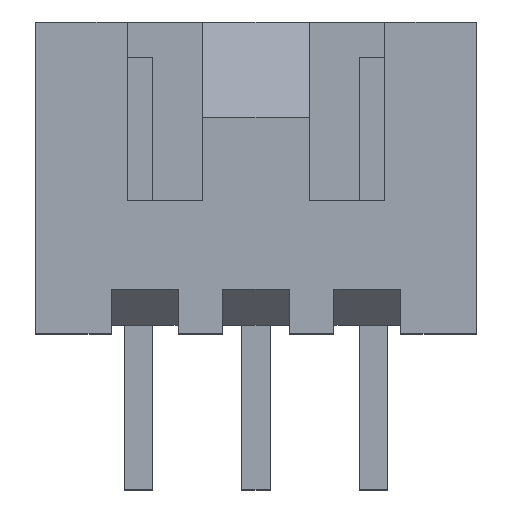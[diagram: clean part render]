
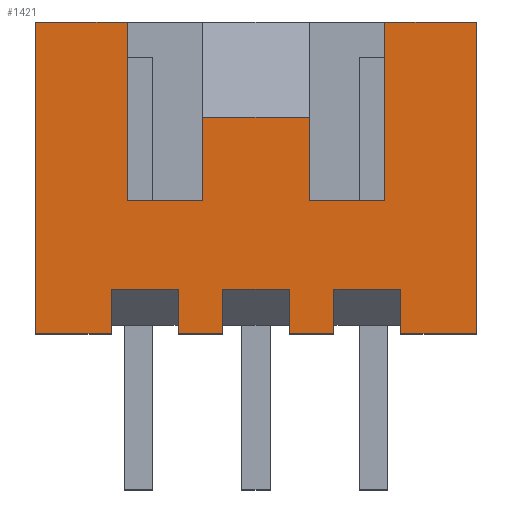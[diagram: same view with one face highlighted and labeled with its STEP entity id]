
A CAD part, top view. The second image highlights one B-rep face of the part: STEP entity #1421.
In plain terms, the highlighted planar face has unit normal (0, 0, 1).
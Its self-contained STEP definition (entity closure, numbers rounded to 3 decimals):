
#91=FACE_OUTER_BOUND('',#164,.T.);
#164=EDGE_LOOP('',(#1101,#1102,#1103,#1104,#1105,#1106,#1107,#1108,#1109,
#1110,#1111,#1112,#1113,#1114,#1115,#1116,#1117,#1118,#1119,#1120,#1121,
#1122,#1123,#1124));
#204=LINE('',#1890,#399);
#211=LINE('',#1903,#406);
#214=LINE('',#1910,#409);
#220=LINE('',#1923,#415);
#236=LINE('',#1953,#431);
#241=LINE('',#1963,#436);
#245=LINE('',#1970,#440);
#315=LINE('',#2116,#510);
#319=LINE('',#2125,#514);
#323=LINE('',#2134,#518);
#329=LINE('',#2146,#524);
#335=LINE('',#2158,#530);
#336=LINE('',#2160,#531);
#337=LINE('',#2161,#532);
#338=LINE('',#2163,#533);
#339=LINE('',#2164,#534);
#340=LINE('',#2166,#535);
#341=LINE('',#2168,#536);
#342=LINE('',#2169,#537);
#343=LINE('',#2171,#538);
#344=LINE('',#2173,#539);
#345=LINE('',#2174,#540);
#346=LINE('',#2175,#541);
#347=LINE('',#2176,#542);
#399=VECTOR('',#1546,3.);
#406=VECTOR('',#1555,10.);
#409=VECTOR('',#1562,10.);
#415=VECTOR('',#1570,10.);
#431=VECTOR('',#1594,10.);
#436=VECTOR('',#1603,2.1);
#440=VECTOR('',#1607,2.1);
#510=VECTOR('',#1727,1.7);
#514=VECTOR('',#1733,1.);
#518=VECTOR('',#1739,1.);
#524=VECTOR('',#1747,1.7);
#530=VECTOR('',#1755,1.);
#531=VECTOR('',#1758,0.7);
#532=VECTOR('',#1759,7.);
#533=VECTOR('',#1760,1.5);
#534=VECTOR('',#1761,1.);
#535=VECTOR('',#1762,1.);
#536=VECTOR('',#1763,1.5);
#537=VECTOR('',#1764,1.);
#538=VECTOR('',#1765,1.);
#539=VECTOR('',#1766,1.5);
#540=VECTOR('',#1767,1.);
#541=VECTOR('',#1768,7.);
#542=VECTOR('',#1769,0.7);
#594=VERTEX_POINT('',#1887);
#595=VERTEX_POINT('',#1889);
#600=VERTEX_POINT('',#1901);
#602=VERTEX_POINT('',#1909);
#607=VERTEX_POINT('',#1920);
#608=VERTEX_POINT('',#1922);
#617=VERTEX_POINT('',#1949);
#618=VERTEX_POINT('',#1951);
#621=VERTEX_POINT('',#1962);
#624=VERTEX_POINT('',#1968);
#673=VERTEX_POINT('',#2112);
#675=VERTEX_POINT('',#2115);
#677=VERTEX_POINT('',#2121);
#679=VERTEX_POINT('',#2124);
#681=VERTEX_POINT('',#2130);
#683=VERTEX_POINT('',#2133);
#685=VERTEX_POINT('',#2139);
#688=VERTEX_POINT('',#2144);
#693=VERTEX_POINT('',#2156);
#694=VERTEX_POINT('',#2162);
#695=VERTEX_POINT('',#2165);
#696=VERTEX_POINT('',#2167);
#697=VERTEX_POINT('',#2170);
#698=VERTEX_POINT('',#2172);
#724=EDGE_CURVE('',#594,#595,#204,.T.);
#731=EDGE_CURVE('',#600,#594,#211,.F.);
#734=EDGE_CURVE('',#595,#602,#214,.F.);
#740=EDGE_CURVE('',#608,#607,#220,.T.);
#756=EDGE_CURVE('',#617,#618,#236,.T.);
#761=EDGE_CURVE('',#617,#621,#241,.T.);
#765=EDGE_CURVE('',#624,#607,#245,.T.);
#835=EDGE_CURVE('',#675,#673,#315,.T.);
#839=EDGE_CURVE('',#679,#677,#319,.T.);
#843=EDGE_CURVE('',#683,#681,#323,.T.);
#849=EDGE_CURVE('',#685,#688,#329,.T.);
#855=EDGE_CURVE('',#673,#693,#335,.T.);
#856=EDGE_CURVE('',#608,#600,#336,.T.);
#857=EDGE_CURVE('',#675,#624,#337,.T.);
#858=EDGE_CURVE('',#693,#694,#338,.T.);
#859=EDGE_CURVE('',#679,#694,#339,.T.);
#860=EDGE_CURVE('',#677,#695,#340,.T.);
#861=EDGE_CURVE('',#695,#696,#341,.T.);
#862=EDGE_CURVE('',#683,#696,#342,.T.);
#863=EDGE_CURVE('',#681,#697,#343,.T.);
#864=EDGE_CURVE('',#697,#698,#344,.T.);
#865=EDGE_CURVE('',#685,#698,#345,.T.);
#866=EDGE_CURVE('',#688,#621,#346,.T.);
#867=EDGE_CURVE('',#602,#618,#347,.T.);
#1101=ORIENTED_EDGE('',*,*,#734,.F.);
#1102=ORIENTED_EDGE('',*,*,#724,.F.);
#1103=ORIENTED_EDGE('',*,*,#731,.F.);
#1104=ORIENTED_EDGE('',*,*,#856,.F.);
#1105=ORIENTED_EDGE('',*,*,#740,.T.);
#1106=ORIENTED_EDGE('',*,*,#765,.F.);
#1107=ORIENTED_EDGE('',*,*,#857,.F.);
#1108=ORIENTED_EDGE('',*,*,#835,.T.);
#1109=ORIENTED_EDGE('',*,*,#855,.T.);
#1110=ORIENTED_EDGE('',*,*,#858,.T.);
#1111=ORIENTED_EDGE('',*,*,#859,.F.);
#1112=ORIENTED_EDGE('',*,*,#839,.T.);
#1113=ORIENTED_EDGE('',*,*,#860,.T.);
#1114=ORIENTED_EDGE('',*,*,#861,.T.);
#1115=ORIENTED_EDGE('',*,*,#862,.F.);
#1116=ORIENTED_EDGE('',*,*,#843,.T.);
#1117=ORIENTED_EDGE('',*,*,#863,.T.);
#1118=ORIENTED_EDGE('',*,*,#864,.T.);
#1119=ORIENTED_EDGE('',*,*,#865,.F.);
#1120=ORIENTED_EDGE('',*,*,#849,.T.);
#1121=ORIENTED_EDGE('',*,*,#866,.T.);
#1122=ORIENTED_EDGE('',*,*,#761,.F.);
#1123=ORIENTED_EDGE('',*,*,#756,.T.);
#1124=ORIENTED_EDGE('',*,*,#867,.F.);
#1348=PLANE('',#1508);
#1421=ADVANCED_FACE('',(#91),#1348,.T.);
#1508=AXIS2_PLACEMENT_3D('',#2159,#1756,#1757);
#1546=DIRECTION('',(1.,0.,0.));
#1555=DIRECTION('',(0.,-1.,0.));
#1562=DIRECTION('',(0.,1.,0.));
#1570=DIRECTION('',(0.,1.,0.));
#1594=DIRECTION('',(0.,-1.,0.));
#1603=DIRECTION('',(1.,0.,0.));
#1607=DIRECTION('',(1.,0.,0.));
#1727=DIRECTION('',(1.,0.,0.));
#1733=DIRECTION('',(1.,0.,0.));
#1739=DIRECTION('',(1.,0.,0.));
#1747=DIRECTION('',(1.,0.,0.));
#1755=DIRECTION('',(0.,1.,0.));
#1756=DIRECTION('center_axis',(0.,0.,1.));
#1757=DIRECTION('ref_axis',(1.,0.,0.));
#1758=DIRECTION('',(1.,0.,0.));
#1759=DIRECTION('',(0.,1.,0.));
#1760=DIRECTION('',(1.,0.,0.));
#1761=DIRECTION('',(0.,1.,0.));
#1762=DIRECTION('',(0.,1.,0.));
#1763=DIRECTION('',(1.,0.,0.));
#1764=DIRECTION('',(0.,1.,0.));
#1765=DIRECTION('',(0.,1.,0.));
#1766=DIRECTION('',(1.,0.,0.));
#1767=DIRECTION('',(0.,1.,0.));
#1768=DIRECTION('',(0.,1.,0.));
#1769=DIRECTION('',(1.,0.,0.));
#1887=CARTESIAN_POINT('',(-1.19,5.,2.9));
#1889=CARTESIAN_POINT('',(1.19,5.,2.9));
#1890=CARTESIAN_POINT('',(-1.5,5.,2.9));
#1901=CARTESIAN_POINT('',(-1.19,3.,2.9));
#1903=CARTESIAN_POINT('',(-1.19,3.5,2.9));
#1909=CARTESIAN_POINT('',(1.19,3.,2.9));
#1910=CARTESIAN_POINT('',(1.19,3.5,2.9));
#1920=CARTESIAN_POINT('',(-2.89,7.,2.9));
#1922=CARTESIAN_POINT('',(-2.89,3.,2.9));
#1923=CARTESIAN_POINT('',(-2.89,3.5,2.9));
#1949=CARTESIAN_POINT('',(2.89,7.,2.9));
#1951=CARTESIAN_POINT('',(2.89,3.,2.9));
#1953=CARTESIAN_POINT('',(2.89,3.5,2.9));
#1962=CARTESIAN_POINT('',(4.95,7.,2.9));
#1963=CARTESIAN_POINT('',(2.85,7.,2.9));
#1968=CARTESIAN_POINT('',(-4.95,7.,2.9));
#1970=CARTESIAN_POINT('',(-4.95,7.,2.9));
#2112=CARTESIAN_POINT('',(-3.25,0.,2.9));
#2115=CARTESIAN_POINT('',(-4.95,0.,2.9));
#2116=CARTESIAN_POINT('',(-4.95,0.,2.9));
#2121=CARTESIAN_POINT('',(-0.75,0.,2.9));
#2124=CARTESIAN_POINT('',(-1.75,0.,2.9));
#2125=CARTESIAN_POINT('',(-1.75,0.,2.9));
#2130=CARTESIAN_POINT('',(1.75,0.,2.9));
#2133=CARTESIAN_POINT('',(0.75,0.,2.9));
#2134=CARTESIAN_POINT('',(0.75,0.,2.9));
#2139=CARTESIAN_POINT('',(3.25,0.,2.9));
#2144=CARTESIAN_POINT('',(4.95,0.,2.9));
#2146=CARTESIAN_POINT('',(3.25,0.,2.9));
#2156=CARTESIAN_POINT('',(-3.25,1.,2.9));
#2158=CARTESIAN_POINT('',(-3.25,0.,2.9));
#2159=CARTESIAN_POINT('Origin',(-4.95,0.,2.9));
#2160=CARTESIAN_POINT('',(-2.85,3.,2.9));
#2161=CARTESIAN_POINT('',(-4.95,0.,2.9));
#2162=CARTESIAN_POINT('',(-1.75,1.,2.9));
#2163=CARTESIAN_POINT('',(-3.25,1.,2.9));
#2164=CARTESIAN_POINT('',(-1.75,0.,2.9));
#2165=CARTESIAN_POINT('',(-0.75,1.,2.9));
#2166=CARTESIAN_POINT('',(-0.75,0.,2.9));
#2167=CARTESIAN_POINT('',(0.75,1.,2.9));
#2168=CARTESIAN_POINT('',(-0.75,1.,2.9));
#2169=CARTESIAN_POINT('',(0.75,0.,2.9));
#2170=CARTESIAN_POINT('',(1.75,1.,2.9));
#2171=CARTESIAN_POINT('',(1.75,0.,2.9));
#2172=CARTESIAN_POINT('',(3.25,1.,2.9));
#2173=CARTESIAN_POINT('',(1.75,1.,2.9));
#2174=CARTESIAN_POINT('',(3.25,0.,2.9));
#2175=CARTESIAN_POINT('',(4.95,0.,2.9));
#2176=CARTESIAN_POINT('',(2.15,3.,2.9));
